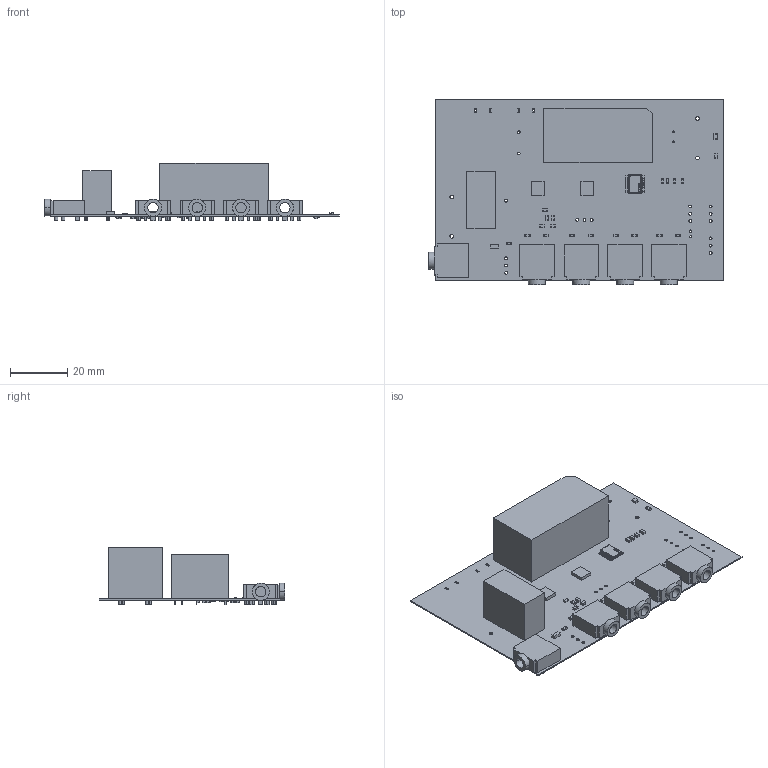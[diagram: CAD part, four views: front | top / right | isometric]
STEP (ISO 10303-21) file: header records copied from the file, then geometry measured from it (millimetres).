
FILE_DESCRIPTION(('Open CASCADE Model'),'2;1');
FILE_NAME('Open CASCADE Shape Model','2022-01-01T14:06:35',('Author'),( 'Open CASCADE'),'Open CASCADE STEP processor 6.8','Open CASCADE 6.8' ,'Unknown');
FILE_SCHEMA(('AUTOMOTIVE_DESIGN { 1 0 10303 214 1 1 1 1 }'));
Length unit declared in the file: millimetre
Products named in the file (82): PCB; Board; Open CASCADE STEP translator 6.8 1.1.1; K1; G5Q; R21; 6117655072; Extruded; 6117655312; R20; 6117656672; 6117656192; R19; R18; R17; R16; R15; R14; R13; C14; 6118217568; 6118217968; C13; 6118216928; 6118217328; C12; C11; C10; C9; C8; C7; C6; C5; U5; 6117655792; U4; R12; R11; R10; R9 ...
Assembly tree (177 placements, depth 4):
  PCB
    Board
      Open CASCADE STEP translator 6.8 1.1.1
    K1
      G5Q
    R21
      6117655072  x2
        Extruded
      6117655312
        Extruded
    R20
      6117656672  x2
        Extruded
      6117656192
        Extruded
    R19
      6117656672  x2
        Extruded
      6117656192
        Extruded
    R18
      6117655072  x2
        Extruded
      6117655312
        Extruded
    R17
      6117655072  x2
        Extruded
      6117655312
        Extruded
    R16
      6117656672  x2
        Extruded
      6117656192
        Extruded
    R15
      6117656672  x2
        Extruded
      6117656192
        Extruded
    R14
      6117655072  x2
        Extruded
      6117655312
        Extruded
    R13
      6117656672  x2
        Extruded
      6117656192
        Extruded
    C14
      6118217568
        Extruded
      6118217968  x2
        Extruded
    C13
      6118216928
        Extruded
      6118217328  x2
        Extruded
Bounding box: 103.2 x 65.05 x 20 mm (x, y, z)
Volume: 22025.5 mm3; surface area: 22377.6 mm2
Topology: 208 solids, 208 shells, 1863 faces, 4261 edges, 2794 vertices
Faces by surface type: plane 1392, cylinder 334, bspline 129, sphere 8
Full cylindrical faces by diameter (mm): 0.302 x1, 0.6 x2, 0.762 x3, 0.85 x1, 0.914 x2, 1 x16, 1.016 x4, 1.25 x20, 1.3 x4
Entity records: 35127 total; most frequent: CARTESIAN_POINT 7278, ORIENTED_EDGE 5338, DIRECTION 5182, EDGE_CURVE 2645, LINE 1798, VECTOR 1798, VERTEX_POINT 1722, AXIS2_PLACEMENT_3D 1692
